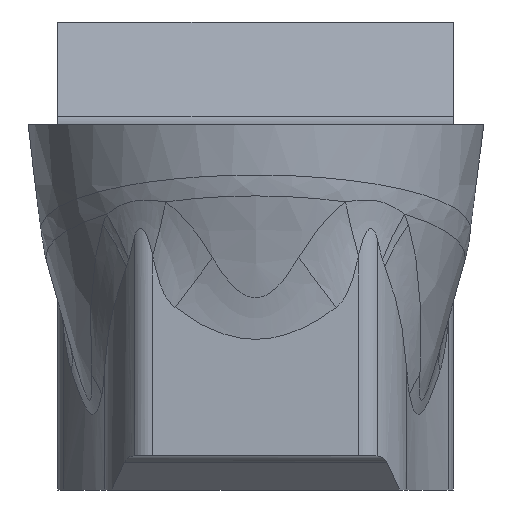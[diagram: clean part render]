
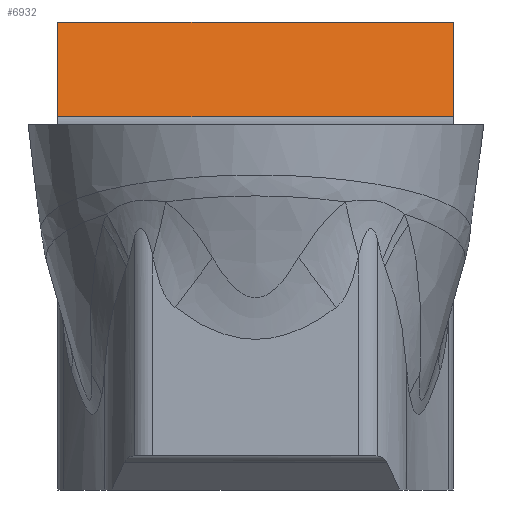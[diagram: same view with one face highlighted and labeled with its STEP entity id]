
A CAD part, front view. The second image highlights one B-rep face of the part: STEP entity #6932.
In plain terms, the highlighted planar face has unit normal (0, -0.5, 0.866).
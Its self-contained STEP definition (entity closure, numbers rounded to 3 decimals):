
#241=DIRECTION('',(0.,0.866,0.5));
#242=VECTOR('',#241,2.486);
#243=CARTESIAN_POINT('',(2.6,5.936,0.107));
#244=LINE('',#243,#242);
#306=DIRECTION('',(0.,-0.866,-0.5));
#307=VECTOR('',#306,2.486);
#308=CARTESIAN_POINT('',(-2.6,8.088,1.35));
#309=LINE('',#308,#307);
#1809=DIRECTION('',(1.,0.,0.));
#1810=VECTOR('',#1809,5.2);
#1811=CARTESIAN_POINT('',(-2.6,8.088,1.35));
#1812=LINE('',#1811,#1810);
#1836=DIRECTION('',(1.,0.,0.));
#1837=VECTOR('',#1836,5.2);
#1838=CARTESIAN_POINT('',(-2.6,5.936,0.107));
#1839=LINE('',#1838,#1837);
#3282=CARTESIAN_POINT('',(2.6,8.088,1.35));
#3284=VERTEX_POINT('',#3282);
#3301=CARTESIAN_POINT('',(2.6,5.936,0.107));
#3302=VERTEX_POINT('',#3301);
#3303=CARTESIAN_POINT('',(-2.6,8.088,1.35));
#3305=VERTEX_POINT('',#3303);
#3316=CARTESIAN_POINT('',(-2.6,5.936,0.107));
#3317=VERTEX_POINT('',#3316);
#6920=CARTESIAN_POINT('',(-6.39,6.588,
0.484));
#6921=DIRECTION('',(0.,0.5,-0.866));
#6922=DIRECTION('',(0.,0.866,0.5));
#6923=AXIS2_PLACEMENT_3D('',#6920,#6921,#6922);
#6924=PLANE('',#6923);
#6925=ORIENTED_EDGE('',*,*,#3570,.F.);
#6927=ORIENTED_EDGE('',*,*,#6926,.F.);
#6928=ORIENTED_EDGE('',*,*,#3633,.F.);
#6929=ORIENTED_EDGE('',*,*,#3597,.T.);
#6930=EDGE_LOOP('',(#6925,#6927,#6928,#6929));
#6931=FACE_OUTER_BOUND('',#6930,.F.);
#3570=EDGE_CURVE('',#3302,#3284,#244,.T.);
#3597=EDGE_CURVE('',#3305,#3284,#1812,.T.);
#3633=EDGE_CURVE('',#3305,#3317,#309,.T.);
#6926=EDGE_CURVE('',#3317,#3302,#1839,.T.);
#6932=ADVANCED_FACE('',(#6931),#6924,.F.);
